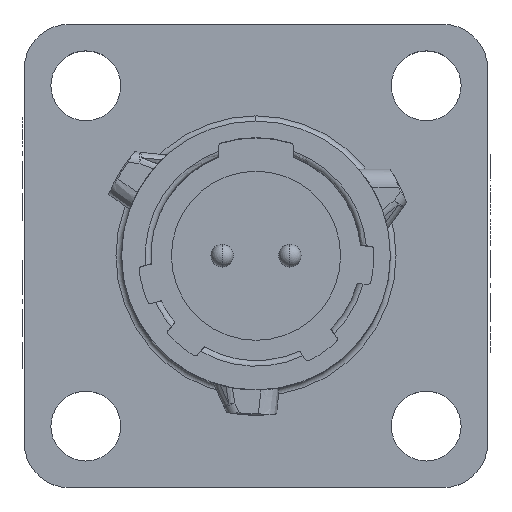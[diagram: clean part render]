
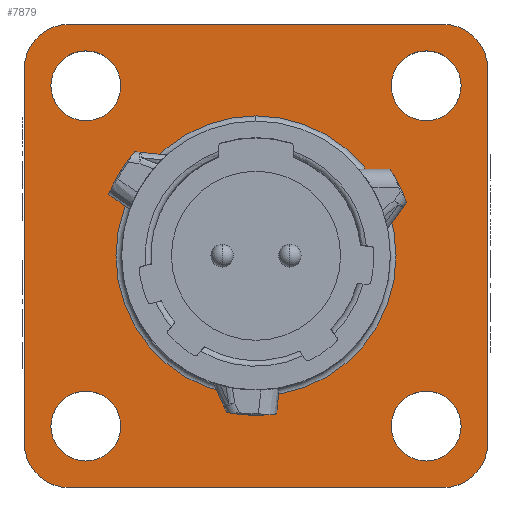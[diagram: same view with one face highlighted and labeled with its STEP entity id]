
A CAD part, top view. The second image highlights one B-rep face of the part: STEP entity #7879.
In plain terms, the highlighted planar face has unit normal (0, 0, 1).
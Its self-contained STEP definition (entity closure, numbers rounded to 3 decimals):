
#1=DIRECTION('',(1.,0.,0.));
#2=VECTOR('',#1,16.55);
#3=CARTESIAN_POINT('',(-8.275,10.275,-8.1));
#4=LINE('',#3,#2);
#5=CARTESIAN_POINT('',(8.275,8.275,-8.1));
#6=DIRECTION('',(0.,0.,1.));
#7=DIRECTION('',(1.,0.,0.));
#8=AXIS2_PLACEMENT_3D('',#5,#6,#7);
#10=DIRECTION('',(0.,-1.,0.));
#11=VECTOR('',#10,16.55);
#12=CARTESIAN_POINT('',(10.275,8.275,-8.1));
#13=LINE('',#12,#11);
#14=CARTESIAN_POINT('',(8.275,-8.275,-8.1));
#15=DIRECTION('',(0.,0.,1.));
#16=DIRECTION('',(0.,-1.,0.));
#17=AXIS2_PLACEMENT_3D('',#14,#15,#16);
#19=DIRECTION('',(-1.,0.,0.));
#20=VECTOR('',#19,16.55);
#21=CARTESIAN_POINT('',(8.275,-10.275,-8.1));
#22=LINE('',#21,#20);
#23=CARTESIAN_POINT('',(-8.275,-8.275,-8.1));
#24=DIRECTION('',(0.,0.,1.));
#25=DIRECTION('',(-1.,0.,0.));
#26=AXIS2_PLACEMENT_3D('',#23,#24,#25);
#28=DIRECTION('',(0.,1.,0.));
#29=VECTOR('',#28,16.55);
#30=CARTESIAN_POINT('',(-10.275,-8.275,-8.1));
#31=LINE('',#30,#29);
#32=CARTESIAN_POINT('',(-8.275,8.275,-8.1));
#33=DIRECTION('',(0.,0.,1.));
#34=DIRECTION('',(0.,1.,0.));
#35=AXIS2_PLACEMENT_3D('',#32,#33,#34);
#37=CARTESIAN_POINT('',(0.,0.,-8.1));
#38=DIRECTION('',(0.,0.,-1.));
#39=DIRECTION('',(0.,-1.,0.));
#40=AXIS2_PLACEMENT_3D('',#37,#38,#39);
#42=CARTESIAN_POINT('',(0.,0.,-8.1));
#43=DIRECTION('',(0.,0.,-1.));
#44=DIRECTION('',(0.,1.,0.));
#45=AXIS2_PLACEMENT_3D('',#42,#43,#44);
#47=CARTESIAN_POINT('',(7.545,7.545,-8.1));
#48=DIRECTION('',(0.,0.,1.));
#49=DIRECTION('',(1.,0.,0.));
#50=AXIS2_PLACEMENT_3D('',#47,#48,#49);
#52=CARTESIAN_POINT('',(7.545,7.545,-8.1));
#53=DIRECTION('',(0.,0.,1.));
#54=DIRECTION('',(-1.,0.,0.));
#55=AXIS2_PLACEMENT_3D('',#52,#53,#54);
#57=CARTESIAN_POINT('',(7.545,-7.545,-8.1));
#58=DIRECTION('',(0.,0.,1.));
#59=DIRECTION('',(1.,0.,0.));
#60=AXIS2_PLACEMENT_3D('',#57,#58,#59);
#62=CARTESIAN_POINT('',(7.545,-7.545,-8.1));
#63=DIRECTION('',(0.,0.,1.));
#64=DIRECTION('',(-1.,0.,0.));
#65=AXIS2_PLACEMENT_3D('',#62,#63,#64);
#67=CARTESIAN_POINT('',(-7.545,-7.545,-8.1));
#68=DIRECTION('',(0.,0.,1.));
#69=DIRECTION('',(1.,0.,0.));
#70=AXIS2_PLACEMENT_3D('',#67,#68,#69);
#72=CARTESIAN_POINT('',(-7.545,-7.545,-8.1));
#73=DIRECTION('',(0.,0.,1.));
#74=DIRECTION('',(-1.,0.,0.));
#75=AXIS2_PLACEMENT_3D('',#72,#73,#74);
#77=CARTESIAN_POINT('',(-7.545,7.545,-8.1));
#78=DIRECTION('',(0.,0.,1.));
#79=DIRECTION('',(1.,0.,0.));
#80=AXIS2_PLACEMENT_3D('',#77,#78,#79);
#82=CARTESIAN_POINT('',(-7.545,7.545,-8.1));
#83=DIRECTION('',(0.,0.,1.));
#84=DIRECTION('',(-1.,0.,0.));
#85=AXIS2_PLACEMENT_3D('',#82,#83,#84);
#6129=CARTESIAN_POINT('',(-8.275,10.275,-8.1));
#6130=CARTESIAN_POINT('',(8.275,10.275,-8.1));
#6131=VERTEX_POINT('',#6129);
#6132=VERTEX_POINT('',#6130);
#6133=CARTESIAN_POINT('',(10.275,8.275,-8.1));
#6134=CARTESIAN_POINT('',(10.275,-8.275,-8.1));
#6135=VERTEX_POINT('',#6133);
#6136=VERTEX_POINT('',#6134);
#6137=CARTESIAN_POINT('',(8.275,-10.275,-8.1));
#6138=CARTESIAN_POINT('',(-8.275,-10.275,-8.1));
#6139=VERTEX_POINT('',#6137);
#6140=VERTEX_POINT('',#6138);
#6141=CARTESIAN_POINT('',(-10.275,-8.275,-8.1));
#6142=CARTESIAN_POINT('',(-10.275,8.275,-8.1));
#6143=VERTEX_POINT('',#6141);
#6144=VERTEX_POINT('',#6142);
#7546=CARTESIAN_POINT('',(0.,-6.21,-8.1));
#7547=CARTESIAN_POINT('',(0.,6.21,-8.1));
#7548=VERTEX_POINT('',#7546);
#7549=VERTEX_POINT('',#7547);
#7550=CARTESIAN_POINT('',(9.095,7.545,-8.1));
#7551=CARTESIAN_POINT('',(5.995,7.545,-8.1));
#7552=VERTEX_POINT('',#7550);
#7553=VERTEX_POINT('',#7551);
#7554=CARTESIAN_POINT('',(9.095,-7.545,-8.1));
#7555=CARTESIAN_POINT('',(5.995,-7.545,-8.1));
#7556=VERTEX_POINT('',#7554);
#7557=VERTEX_POINT('',#7555);
#7558=CARTESIAN_POINT('',(-5.995,-7.545,-8.1));
#7559=CARTESIAN_POINT('',(-9.095,-7.545,-8.1));
#7560=VERTEX_POINT('',#7558);
#7561=VERTEX_POINT('',#7559);
#7562=CARTESIAN_POINT('',(-5.995,7.545,-8.1));
#7563=CARTESIAN_POINT('',(-9.095,7.545,-8.1));
#7564=VERTEX_POINT('',#7562);
#7565=VERTEX_POINT('',#7563);
#7826=CARTESIAN_POINT('',(0.,0.,-8.1));
#7827=DIRECTION('',(0.,0.,-1.));
#7828=DIRECTION('',(0.,-1.,0.));
#7829=AXIS2_PLACEMENT_3D('',#7826,#7827,#7828);
#7830=PLANE('',#7829);
#7832=ORIENTED_EDGE('',*,*,#7831,.T.);
#7834=ORIENTED_EDGE('',*,*,#7833,.F.);
#7836=ORIENTED_EDGE('',*,*,#7835,.T.);
#7838=ORIENTED_EDGE('',*,*,#7837,.F.);
#7840=ORIENTED_EDGE('',*,*,#7839,.T.);
#7842=ORIENTED_EDGE('',*,*,#7841,.F.);
#7844=ORIENTED_EDGE('',*,*,#7843,.T.);
#7846=ORIENTED_EDGE('',*,*,#7845,.F.);
#7847=EDGE_LOOP('',(#7832,#7834,#7836,#7838,#7840,#7842,#7844,#7846));
#7848=FACE_OUTER_BOUND('',#7847,.F.);
#7850=ORIENTED_EDGE('',*,*,#7849,.F.);
#7852=ORIENTED_EDGE('',*,*,#7851,.F.);
#7853=EDGE_LOOP('',(#7850,#7852));
#7854=FACE_BOUND('',#7853,.F.);
#7856=ORIENTED_EDGE('',*,*,#7855,.T.);
#7858=ORIENTED_EDGE('',*,*,#7857,.T.);
#7859=EDGE_LOOP('',(#7856,#7858));
#7860=FACE_BOUND('',#7859,.F.);
#7862=ORIENTED_EDGE('',*,*,#7861,.T.);
#7864=ORIENTED_EDGE('',*,*,#7863,.T.);
#7865=EDGE_LOOP('',(#7862,#7864));
#7866=FACE_BOUND('',#7865,.F.);
#7868=ORIENTED_EDGE('',*,*,#7867,.T.);
#7870=ORIENTED_EDGE('',*,*,#7869,.T.);
#7871=EDGE_LOOP('',(#7868,#7870));
#7872=FACE_BOUND('',#7871,.F.);
#7874=ORIENTED_EDGE('',*,*,#7873,.T.);
#7876=ORIENTED_EDGE('',*,*,#7875,.T.);
#7877=EDGE_LOOP('',(#7874,#7876));
#7878=FACE_BOUND('',#7877,.F.);
#7879=ADVANCED_FACE('',(#7848,#7854,#7860,#7866,#7872,#7878),#7830,.F.);
#9=CIRCLE('',#8,2.);
#18=CIRCLE('',#17,2.);
#27=CIRCLE('',#26,2.);
#36=CIRCLE('',#35,2.);
#41=CIRCLE('',#40,6.21);
#46=CIRCLE('',#45,6.21);
#51=CIRCLE('',#50,1.55);
#56=CIRCLE('',#55,1.55);
#61=CIRCLE('',#60,1.55);
#66=CIRCLE('',#65,1.55);
#71=CIRCLE('',#70,1.55);
#76=CIRCLE('',#75,1.55);
#81=CIRCLE('',#80,1.55);
#86=CIRCLE('',#85,1.55);
#7831=EDGE_CURVE('',#6131,#6132,#4,.T.);
#7833=EDGE_CURVE('',#6135,#6132,#9,.T.);
#7835=EDGE_CURVE('',#6135,#6136,#13,.T.);
#7837=EDGE_CURVE('',#6139,#6136,#18,.T.);
#7839=EDGE_CURVE('',#6139,#6140,#22,.T.);
#7841=EDGE_CURVE('',#6143,#6140,#27,.T.);
#7843=EDGE_CURVE('',#6143,#6144,#31,.T.);
#7845=EDGE_CURVE('',#6131,#6144,#36,.T.);
#7849=EDGE_CURVE('',#7548,#7549,#41,.T.);
#7851=EDGE_CURVE('',#7549,#7548,#46,.T.);
#7855=EDGE_CURVE('',#7552,#7553,#51,.T.);
#7857=EDGE_CURVE('',#7553,#7552,#56,.T.);
#7861=EDGE_CURVE('',#7556,#7557,#61,.T.);
#7863=EDGE_CURVE('',#7557,#7556,#66,.T.);
#7867=EDGE_CURVE('',#7560,#7561,#71,.T.);
#7869=EDGE_CURVE('',#7561,#7560,#76,.T.);
#7873=EDGE_CURVE('',#7564,#7565,#81,.T.);
#7875=EDGE_CURVE('',#7565,#7564,#86,.T.);
